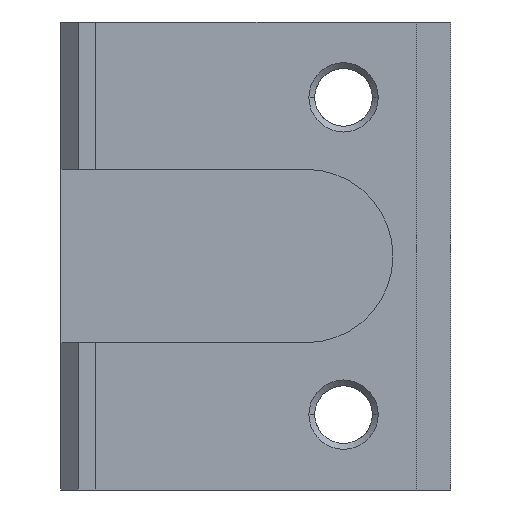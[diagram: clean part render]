
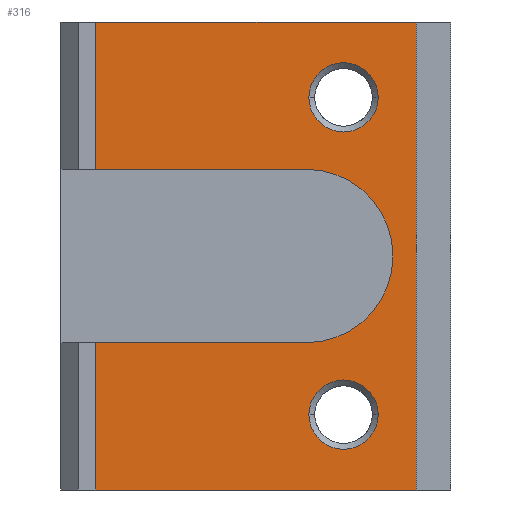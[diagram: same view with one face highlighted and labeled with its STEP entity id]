
A CAD part, left-side view. The second image highlights one B-rep face of the part: STEP entity #316.
In plain terms, the highlighted planar face has unit normal (-1, 0, 0).
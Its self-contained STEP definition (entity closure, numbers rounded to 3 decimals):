
#268=EDGE_CURVE('',#292,#280,#762,.T.);
#274=VERTEX_POINT('',#769);
#280=VERTEX_POINT('',#775);
#282=EDGE_CURVE('',#308,#292,#777,.T.);
#292=VERTEX_POINT('',#788);
#298=EDGE_CURVE('',#326,#308,#794,.T.);
#308=VERTEX_POINT('',#805);
#312=EDGE_CURVE('',#326,#492,#809,.T.);
#316=ADVANCED_FACE('',(#813,#814,#815),#816,.T.);
#322=EDGE_CURVE('',#604,#280,#823,.T.);
#326=VERTEX_POINT('',#827);
#380=EDGE_CURVE('',#452,#274,#885,.T.);
#400=VERTEX_POINT('',#906);
#452=VERTEX_POINT('',#962);
#480=EDGE_CURVE('',#570,#492,#992,.T.);
#492=VERTEX_POINT('',#1005);
#500=EDGE_CURVE('',#400,#606,#1013,.T.);
#560=EDGE_CURVE('',#624,#570,#1077,.T.);
#570=VERTEX_POINT('',#1089);
#600=EDGE_CURVE('',#604,#624,#1124,.T.);
#604=VERTEX_POINT('',#1128);
#606=VERTEX_POINT('',#1130);
#624=VERTEX_POINT('',#1149);
#642=EDGE_CURVE('',#606,#400,#1168,.T.);
#656=EDGE_CURVE('',#274,#452,#1184,.T.);
#762=LINE('',#1291,#1292);
#769=CARTESIAN_POINT('',(0.2,8.4,18.3));
#775=CARTESIAN_POINT('',(0.2,41.0,27.0));
#777=LINE('',#1312,#1313);
#788=CARTESIAN_POINT('',(0.2,4.0,27.0));
#794=LINE('',#1333,#1334);
#805=CARTESIAN_POINT('',(0.2,4.0,-27.0));
#809=LINE('',#1376,#1377);
#813=FACE_BOUND('',#1383,.T.);
#814=FACE_BOUND('',#1384,.T.);
#815=FACE_OUTER_BOUND('',#1385,.T.);
#816=PLANE('',#1386);
#823=LINE('',#1395,#1396);
#827=CARTESIAN_POINT('',(0.2,41.0,-27.0));
#885=CIRCLE('',#1490,4.0);
#906=CARTESIAN_POINT('',(0.2,16.4,-18.3));
#962=CARTESIAN_POINT('',(0.2,16.4,18.3));
#992=LINE('',#1665,#1666);
#1005=CARTESIAN_POINT('',(0.2,41.0,-10.0));
#1013=CIRCLE('',#1718,4.0);
#1077=CIRCLE('',#1805,10.0);
#1089=CARTESIAN_POINT('',(0.2,16.7,-10.0));
#1124=LINE('',#1885,#1886);
#1128=CARTESIAN_POINT('',(0.2,41.0,10.0));
#1130=CARTESIAN_POINT('',(0.2,8.4,-18.3));
#1149=CARTESIAN_POINT('',(0.2,16.7,10.0));
#1168=CIRCLE('',#1950,4.0);
#1184=CIRCLE('',#1993,4.0);
#1291=CARTESIAN_POINT('',(0.2,-0.5,27.0));
#1292=VECTOR('',#2192,1.0);
#1312=CARTESIAN_POINT('',(0.2,4.0,-27.0));
#1313=VECTOR('',#2205,1.0);
#1333=CARTESIAN_POINT('',(0.2,-0.5,-27.0));
#1334=VECTOR('',#2215,1.0);
#1376=CARTESIAN_POINT('',(0.2,41.0,-27.0));
#1377=VECTOR('',#2233,1.0);
#1383=EDGE_LOOP('',(#2236,#2237));
#1384=EDGE_LOOP('',(#2238,#2239));
#1385=EDGE_LOOP('',(#2240,#2241,#2242,#2243,#2244,#2245,#2246,#2247));
#1386=AXIS2_PLACEMENT_3D('',#2248,#2249,#2250);
#1395=CARTESIAN_POINT('',(0.2,41.0,-27.0));
#1396=VECTOR('',#2267,1.0);
#1490=AXIS2_PLACEMENT_3D('',#2329,#2330,#2331);
#1665=CARTESIAN_POINT('',(0.2,21.6,-10.0));
#1666=VECTOR('',#2444,1.0);
#1718=AXIS2_PLACEMENT_3D('',#2457,#2458,#2459);
#1805=AXIS2_PLACEMENT_3D('',#2514,#2515,#2516);
#1885=CARTESIAN_POINT('',(0.2,21.6,10.0));
#1886=VECTOR('',#2585,1.0);
#1950=AXIS2_PLACEMENT_3D('',#2614,#2615,#2616);
#1993=AXIS2_PLACEMENT_3D('',#2637,#2638,#2639);
#2192=DIRECTION('',(0.,1.0,0.));
#2205=DIRECTION('',(0.0,0.0,1.0));
#2215=DIRECTION('',(0.,-1.0,0.));
#2233=DIRECTION('',(0.0,0.0,1.0));
#2236=ORIENTED_EDGE('',*,*,#380,.T.);
#2237=ORIENTED_EDGE('',*,*,#656,.T.);
#2238=ORIENTED_EDGE('',*,*,#500,.T.);
#2239=ORIENTED_EDGE('',*,*,#642,.T.);
#2240=ORIENTED_EDGE('',*,*,#600,.T.);
#2241=ORIENTED_EDGE('',*,*,#560,.T.);
#2242=ORIENTED_EDGE('',*,*,#480,.T.);
#2243=ORIENTED_EDGE('',*,*,#312,.F.);
#2244=ORIENTED_EDGE('',*,*,#298,.T.);
#2245=ORIENTED_EDGE('',*,*,#282,.T.);
#2246=ORIENTED_EDGE('',*,*,#268,.T.);
#2247=ORIENTED_EDGE('',*,*,#322,.F.);
#2248=CARTESIAN_POINT('',(0.2,4.0,-27.0));
#2249=DIRECTION('',(-1.0,0.,0.0));
#2250=DIRECTION('',(0.,-1.0,0.0));
#2267=DIRECTION('',(0.0,0.0,1.0));
#2329=CARTESIAN_POINT('',(0.2,12.4,18.3));
#2330=DIRECTION('',(1.0,0.,-0.0));
#2331=DIRECTION('',(0.,1.0,0.0));
#2444=DIRECTION('',(0.,1.0,0.0));
#2457=CARTESIAN_POINT('',(0.2,12.4,-18.3));
#2458=DIRECTION('',(1.0,0.,-0.0));
#2459=DIRECTION('',(0.,1.0,0.0));
#2514=CARTESIAN_POINT('',(0.2,16.7,0.0));
#2515=DIRECTION('',(1.0,0.,0.0));
#2516=DIRECTION('',(0.0,0.0,-1.0));
#2585=DIRECTION('',(0.,-1.0,0.0));
#2614=CARTESIAN_POINT('',(0.2,12.4,-18.3));
#2615=DIRECTION('',(1.0,0.,-0.0));
#2616=DIRECTION('',(0.,1.0,0.0));
#2637=CARTESIAN_POINT('',(0.2,12.4,18.3));
#2638=DIRECTION('',(1.0,0.,-0.0));
#2639=DIRECTION('',(0.,1.0,0.0));
